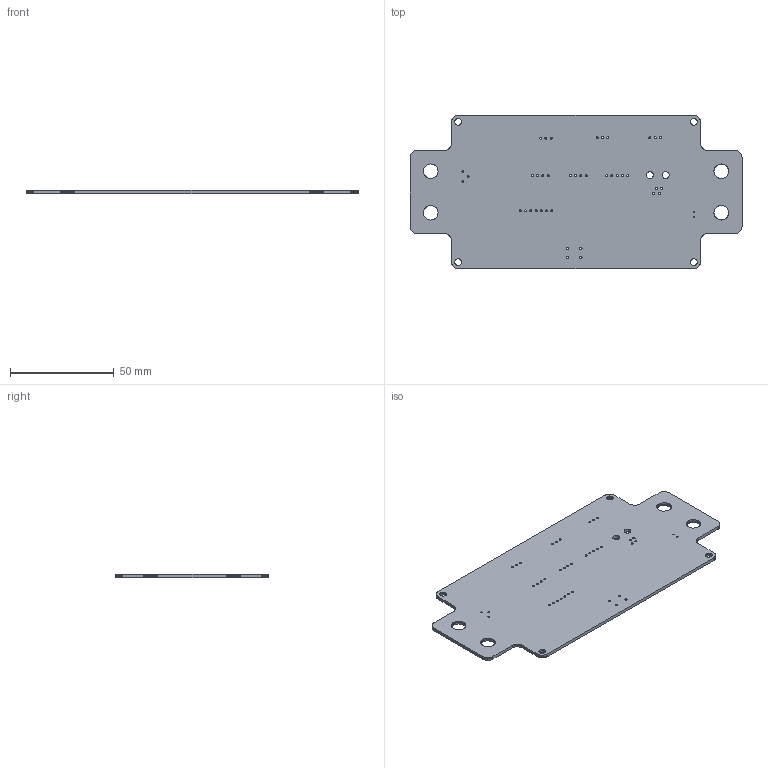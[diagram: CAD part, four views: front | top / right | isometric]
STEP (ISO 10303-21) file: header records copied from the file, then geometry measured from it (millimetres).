
FILE_DESCRIPTION(('KiCad electronic assembly'),'2;1');
FILE_NAME('DataLogger.step','2023-06-02T12:06:18',('Pcbnew'),('Kicad'), 'Open CASCADE STEP processor 7.6','KiCad to STEP converter','Unknown' );
FILE_SCHEMA(('AUTOMOTIVE_DESIGN { 1 0 10303 214 1 1 1 1 }'));
Length unit declared in the file: millimetre
Products named in the file (2): DataLogger 1; PCB
Assembly tree (1 placements, depth 2):
  DataLogger 1
    PCB
Bounding box: 160 x 74 x 1.58 mm (x, y, z)
Volume: 16170.8 mm3; surface area: 21622.2 mm2
Topology: 1 solids, 1 shells, 622 faces, 1860 edges, 1240 vertices
Faces by surface type: plane 578, cylinder 44
Full cylindrical faces by diameter (mm): 0.7 x2, 0.9 x3, 0.991 x4, 1 x29, 1.1 x4, 3.327 x2
Entity records: 45271 total; most frequent: CARTESIAN_POINT 7972, DIRECTION 6828, LINE 5404, VECTOR 5404, ORIENTED_EDGE 3720, PCURVE 3720, DEFINITIONAL_REPRESENTATION 3720, EDGE_CURVE 1860
